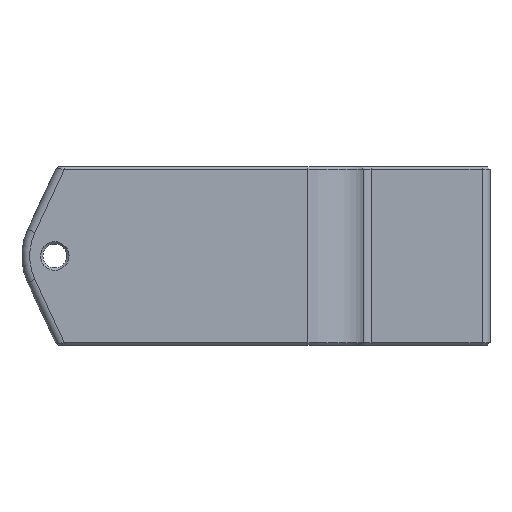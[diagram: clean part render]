
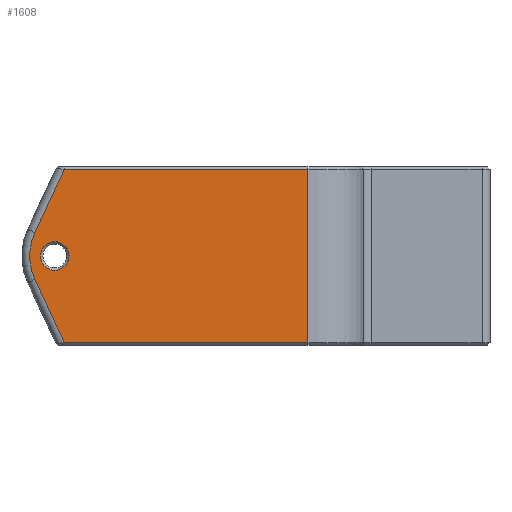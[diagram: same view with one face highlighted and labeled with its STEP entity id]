
A CAD part, left-side view. The second image highlights one B-rep face of the part: STEP entity #1608.
In plain terms, the highlighted planar face has unit normal (-1, 0, 0).
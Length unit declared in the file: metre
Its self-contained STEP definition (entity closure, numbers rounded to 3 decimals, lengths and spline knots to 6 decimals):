
#76=LINE('',#2407,#248);
#77=LINE('',#2410,#249);
#78=LINE('',#2412,#250);
#79=LINE('',#2416,#251);
#80=LINE('',#2418,#252);
#248=VECTOR('',#1909,1.);
#249=VECTOR('',#1910,1.);
#250=VECTOR('',#1911,1.);
#251=VECTOR('',#1914,1.);
#252=VECTOR('',#1915,1.);
#422=ORIENTED_EDGE('',*,*,#886,.T.);
#423=ORIENTED_EDGE('',*,*,#887,.F.);
#424=ORIENTED_EDGE('',*,*,#888,.T.);
#425=ORIENTED_EDGE('',*,*,#889,.T.);
#426=ORIENTED_EDGE('',*,*,#890,.T.);
#427=ORIENTED_EDGE('',*,*,#891,.T.);
#428=ORIENTED_EDGE('',*,*,#892,.T.);
#886=EDGE_CURVE('',#1118,#1118,#1245,.T.);
#887=EDGE_CURVE('',#1119,#1120,#76,.T.);
#888=EDGE_CURVE('',#1119,#1121,#77,.T.);
#889=EDGE_CURVE('',#1121,#1122,#78,.F.);
#890=EDGE_CURVE('',#1122,#1123,#1246,.F.);
#891=EDGE_CURVE('',#1123,#1124,#79,.T.);
#892=EDGE_CURVE('',#1124,#1120,#80,.T.);
#1118=VERTEX_POINT('',#2406);
#1119=VERTEX_POINT('',#2408);
#1120=VERTEX_POINT('',#2409);
#1121=VERTEX_POINT('',#2411);
#1122=VERTEX_POINT('',#2413);
#1123=VERTEX_POINT('',#2415);
#1124=VERTEX_POINT('',#2417);
#1245=CIRCLE('',#1735,0.0018);
#1246=CIRCLE('',#1736,0.007);
#1291=EDGE_LOOP('',(#422));
#1292=EDGE_LOOP('',(#423,#424,#425,#426,#427,#428));
#1413=FACE_BOUND('',#1291,.T.);
#1414=FACE_BOUND('',#1292,.T.);
#1534=PLANE('',#1734);
#1608=ADVANCED_FACE('',(#1413,#1414),#1534,.F.);
#1734=AXIS2_PLACEMENT_3D('',#2404,#1905,#1906);
#1735=AXIS2_PLACEMENT_3D('',#2405,#1907,#1908);
#1736=AXIS2_PLACEMENT_3D('',#2414,#1912,#1913);
#1905=DIRECTION('',(1.,0.,0.));
#1906=DIRECTION('',(0.,1.,0.));
#1907=DIRECTION('',(1.,0.,0.));
#1908=DIRECTION('',(0.,1.,0.));
#1909=DIRECTION('',(0.,0.,-1.));
#1910=DIRECTION('',(0.,1.,0.));
#1911=DIRECTION('',(0.,-0.423,0.906));
#1912=DIRECTION('',(1.,0.,0.));
#1913=DIRECTION('',(0.,1.,0.));
#1914=DIRECTION('',(0.,-0.423,-0.906));
#1915=DIRECTION('',(0.,-1.,0.));
#2404=CARTESIAN_POINT('',(-0.0175,0.0415,0.01125));
#2405=CARTESIAN_POINT('',(-0.0175,0.055,0.));
#2406=CARTESIAN_POINT('',(-0.0175,0.0568,0.));
#2407=CARTESIAN_POINT('',(-0.0175,0.023,0.01125));
#2408=CARTESIAN_POINT('',(-0.0175,0.023,0.01095));
#2409=CARTESIAN_POINT('',(-0.0175,0.023,-0.01095));
#2410=CARTESIAN_POINT('',(-0.0175,0.053651,0.01095));
#2411=CARTESIAN_POINT('',(-0.0175,0.053791,0.01095));
#2412=CARTESIAN_POINT('',(-0.0175,0.057517,0.002958));
#2413=CARTESIAN_POINT('',(-0.0175,0.057517,0.002958));
#2414=CARTESIAN_POINT('',(-0.0175,0.051173,0.));
#2415=CARTESIAN_POINT('',(-0.0175,0.057517,-0.002958));
#2416=CARTESIAN_POINT('',(-0.0175,0.060098,0.002577));
#2417=CARTESIAN_POINT('',(-0.0175,0.053791,-0.01095));
#2418=CARTESIAN_POINT('',(-0.0175,0.0415,-0.01095));
